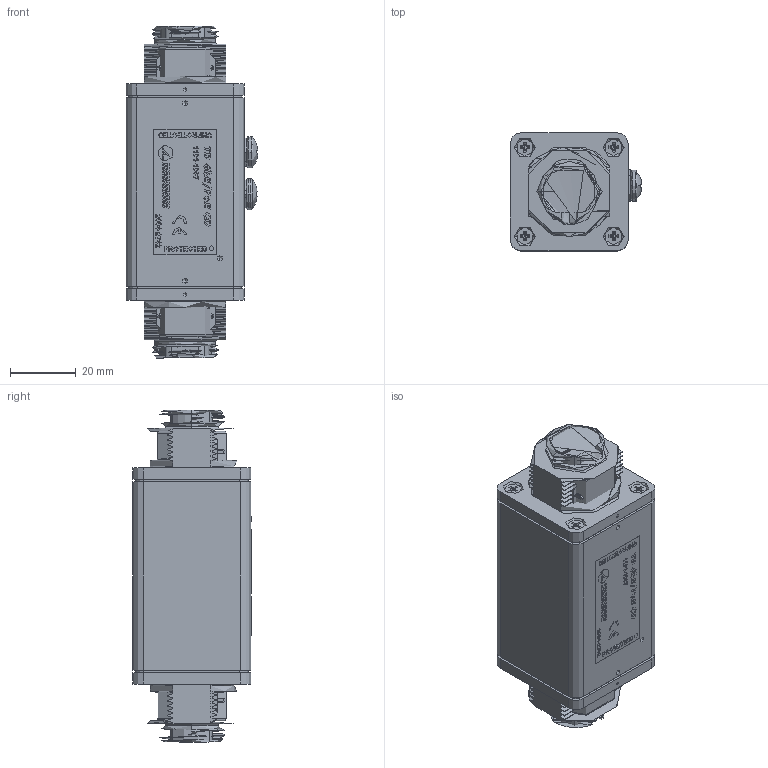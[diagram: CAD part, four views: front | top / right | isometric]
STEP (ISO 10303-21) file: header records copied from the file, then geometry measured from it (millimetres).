
FILE_DESCRIPTION (( 'STEP AP214' ), '1' );
FILE_NAME ('1101-1067-E.STEP', '2019-01-25T18:55:51', ( '' ), ( '' ), 'SwSTEP 2.0', 'SolidWorks 2018', '' );
FILE_SCHEMA (( 'AUTOMOTIVE_DESIGN' ));
Length unit declared in the file: inch
Products named in the file (30): 2102-355; 2001-348; 4100-1390; 2102-310; 2003-2732; 2001-313; 2001-313_RAW EXTRUSION; 2200-568; 2102-310_95345A090; 1101-1067-E; 2500-510; 2102-355_93082A120; 2250-984
Assembly tree (32 placements, depth 3):
  4100-1390
  2003-2732
  2001-313
  4100-1390
  1101-1067-E
    2001-313_RAW EXTRUSION
    2250-984
      2200-568
      2500-510  x2
    4100-1390  x2
    2001-348  x2
    2102-355_93082A120  x8
    2003-2732
    2102-310_95345A090  x2
Bounding box: 39.95 x 35.88 x 100.91 mm (x, y, z)
Volume: 41318.9 mm3; surface area: 44878.3 mm2
Topology: 47 solids, 47 shells, 7662 faces, 20607 edges, 13610 vertices
Faces by surface type: plane 4817, cylinder 1606, bspline 979, cone 236, torus 20, sphere 4
Entity records: 269898 total; most frequent: CARTESIAN_POINT 98722, ORIENTED_EDGE 31674, DIRECTION 26402, EDGE_CURVE 15837, VECTOR 12314, LINE 12314, VERTEX_POINT 10495, AXIS2_PLACEMENT_3D 7044
